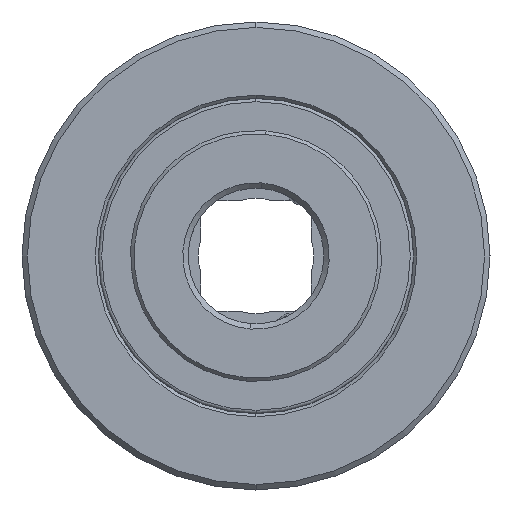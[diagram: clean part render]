
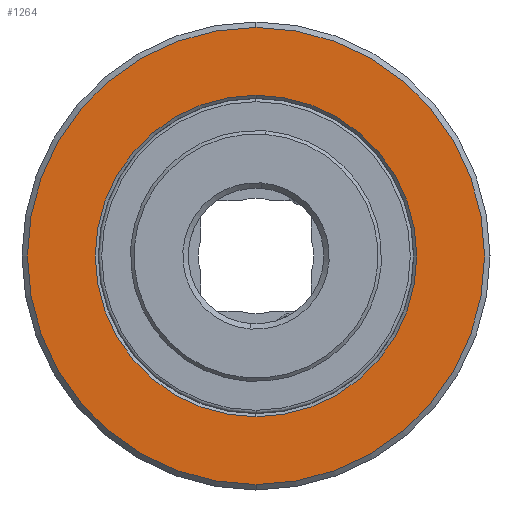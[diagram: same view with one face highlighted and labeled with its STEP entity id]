
A CAD part, left-side view. The second image highlights one B-rep face of the part: STEP entity #1264.
In plain terms, the highlighted planar face has unit normal (-1, 0, 0).
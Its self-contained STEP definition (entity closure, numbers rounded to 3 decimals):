
#115 = ORIENTED_EDGE ( 'NONE', *, *, #2601, .F. ) ;
#137 = ORIENTED_EDGE ( 'NONE', *, *, #2166, .F. ) ;
#141 = ORIENTED_EDGE ( 'NONE', *, *, #2183, .T. ) ;
#152 = CARTESIAN_POINT ( 'NONE',  ( 0., 0., 23.7 ) ) ;
#377 = VERTEX_POINT ( 'NONE', #434 ) ;
#434 = CARTESIAN_POINT ( 'NONE',  ( 0., 0., 33.7 ) ) ;
#447 = CARTESIAN_POINT ( 'NONE',  ( 0., 0., -23.7 ) ) ;
#532 = VERTEX_POINT ( 'NONE', #447 ) ;
#563 = CARTESIAN_POINT ( 'NONE',  ( 0., 23.7, 0. ) ) ;
#572 = PLANE ( 'NONE',  #1508 ) ;
#577 = DIRECTION ( 'NONE',  ( -1., 0., 0. ) ) ;
#582 = DIRECTION ( 'NONE',  ( 0., 0., 1. ) ) ;
#911 = AXIS2_PLACEMENT_3D ( 'NONE', #2767, #2762, #2761 ) ;
#1039 = AXIS2_PLACEMENT_3D ( 'NONE', #2764, #2612, #2497 ) ;
#1219 = AXIS2_PLACEMENT_3D ( 'NONE', #1925, #1932, #1938 ) ;
#1233 = AXIS2_PLACEMENT_3D ( 'NONE', #1836, #1851, #1869 ) ;
#1264 = ADVANCED_FACE ( 'NONE', ( #2274, #2290 ), #572, .T. ) ;
#1277 = CIRCLE ( 'NONE', #911, 33.7 ) ;
#1297 = EDGE_LOOP ( 'NONE', ( #115, #137 ) ) ;
#1456 = CIRCLE ( 'NONE', #1039, 23.7 ) ;
#1508 = AXIS2_PLACEMENT_3D ( 'NONE', #563, #577, #582 ) ;
#1546 = EDGE_LOOP ( 'NONE', ( #3034, #141 ) ) ;
#1675 = CIRCLE ( 'NONE', #1219, 23.7 ) ;
#1688 = CIRCLE ( 'NONE', #1233, 33.7 ) ;
#1836 = CARTESIAN_POINT ( 'NONE',  ( 0., 0., 0. ) ) ;
#1851 = DIRECTION ( 'NONE',  ( 1., 0., 0. ) ) ;
#1869 = DIRECTION ( 'NONE',  ( 0., 0., -1. ) ) ;
#1925 = CARTESIAN_POINT ( 'NONE',  ( 0., 0., 0. ) ) ;
#1932 = DIRECTION ( 'NONE',  ( 1., 0., 0. ) ) ;
#1938 = DIRECTION ( 'NONE',  ( 0., 0., -1. ) ) ;
#2166 = EDGE_CURVE ( 'NONE', #377, #2985, #1688, .T. ) ;
#2183 = EDGE_CURVE ( 'NONE', #532, #2851, #1675, .T. ) ;
#2272 = CARTESIAN_POINT ( 'NONE',  ( 0., 0., -33.7 ) ) ;
#2274 = FACE_BOUND ( 'NONE', #1546, .T. ) ;
#2290 = FACE_OUTER_BOUND ( 'NONE', #1297, .T. ) ;
#2464 = EDGE_CURVE ( 'NONE', #2851, #532, #1456, .T. ) ;
#2497 = DIRECTION ( 'NONE',  ( 0., 0., -1. ) ) ;
#2601 = EDGE_CURVE ( 'NONE', #2985, #377, #1277, .T. ) ;
#2612 = DIRECTION ( 'NONE',  ( 1., 0., 0. ) ) ;
#2761 = DIRECTION ( 'NONE',  ( 0., 0., -1. ) ) ;
#2762 = DIRECTION ( 'NONE',  ( 1., 0., 0. ) ) ;
#2764 = CARTESIAN_POINT ( 'NONE',  ( 0., 0., 0. ) ) ;
#2767 = CARTESIAN_POINT ( 'NONE',  ( 0., 0., 0. ) ) ;
#2851 = VERTEX_POINT ( 'NONE', #152 ) ;
#2985 = VERTEX_POINT ( 'NONE', #2272 ) ;
#3034 = ORIENTED_EDGE ( 'NONE', *, *, #2464, .T. ) ;
